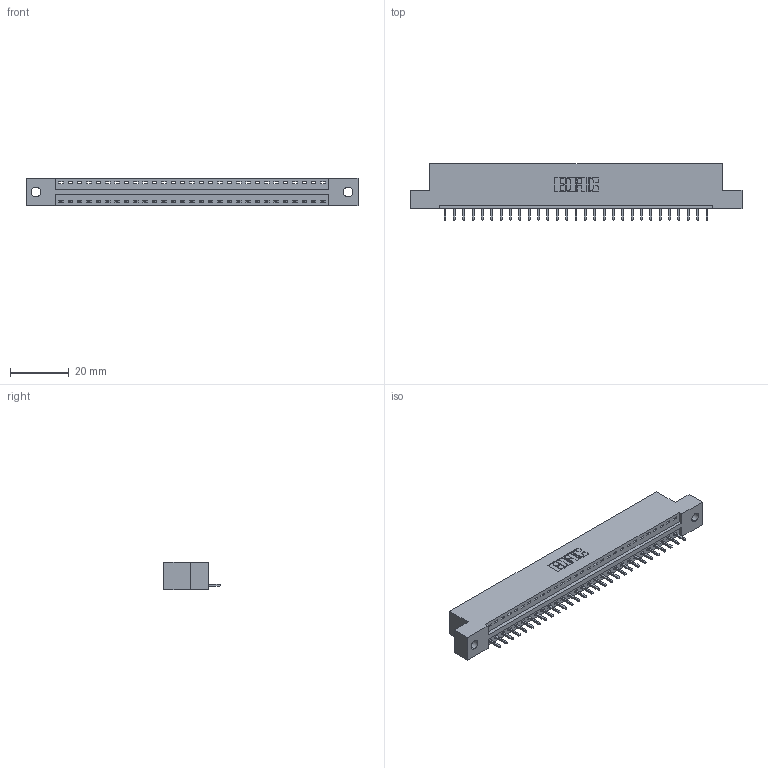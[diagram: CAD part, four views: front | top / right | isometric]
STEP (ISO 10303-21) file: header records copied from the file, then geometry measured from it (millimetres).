
FILE_DESCRIPTION (( 'STEP AP203' ), '1' );
FILE_NAME ('396-029-521-102.STEP', '2018-09-05T04:52:58', ( '' ), ( '' ), 'SwSTEP 2.0', 'SolidWorks 2016', '' );
FILE_SCHEMA (( 'CONFIG_CONTROL_DESIGN' ));
Length unit declared in the file: inch
Products named in the file (3): 346 Part_Flush Mounting Lugs - 0.128 Dia; 345-292-001_345-293-121; 396-029-521-102
Assembly tree (30 placements, depth 2):
  396-029-521-102
    346 Part_Flush Mounting Lugs - 0.128 Dia
    345-292-001_345-293-121  x29
Bounding box: 112.65 x 19.05 x 9.4 mm (x, y, z)
Volume: 10574.2 mm3; surface area: 12476.7 mm2
Topology: 30 solids, 30 shells, 1804 faces, 5433 edges, 3582 vertices
Faces by surface type: plane 1236, cylinder 568
Entity records: 19769 total; most frequent: CARTESIAN_POINT 3399, ORIENTED_EDGE 3362, DIRECTION 3015, EDGE_CURVE 1681, VECTOR 1433, LINE 1433, VERTEX_POINT 1118, AXIS2_PLACEMENT_3D 791
